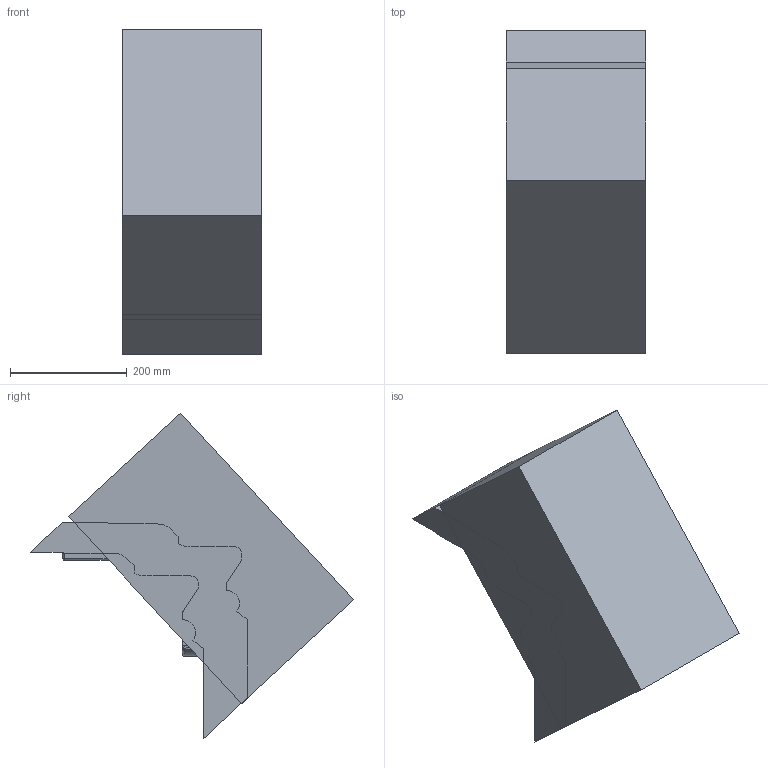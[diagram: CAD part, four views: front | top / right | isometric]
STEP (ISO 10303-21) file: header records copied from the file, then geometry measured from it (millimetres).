
FILE_DESCRIPTION (( 'STEP AP214' ), '1' );
FILE_NAME ('Bracket 2.STEP', '2016-03-29T19:00:15', ( 'Astech1' ), ( '' ), 'SwSTEP 2.0', 'SolidWorks 2015', '' );
FILE_SCHEMA (( 'AUTOMOTIVE_DESIGN' ));
Length unit declared in the file: millimetre
Products named in the file (1): Bracket 2
Bounding box: 237.93 x 552.4 x 557.1 mm (x, y, z)
Volume: 36758289.8 mm3; surface area: 1203248.4 mm2
Topology: 5 solids, 6 shells, 672 faces, 1655 edges, 959 vertices
Faces by surface type: cylinder 233, bspline 206, plane 175, sphere 32, torus 18, cone 8
Entity records: 28296 total; most frequent: CARTESIAN_POINT 14709, ORIENTED_EDGE 3238, DIRECTION 2365, EDGE_CURVE 1619, VERTEX_POINT 959, AXIS2_PLACEMENT_3D 860, ADVANCED_FACE 672, EDGE_LOOP 672
